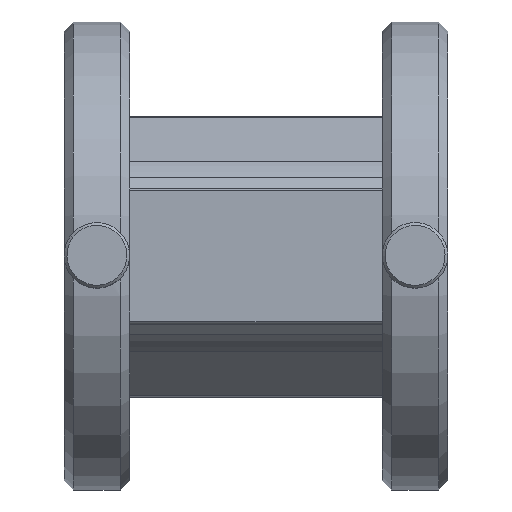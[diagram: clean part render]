
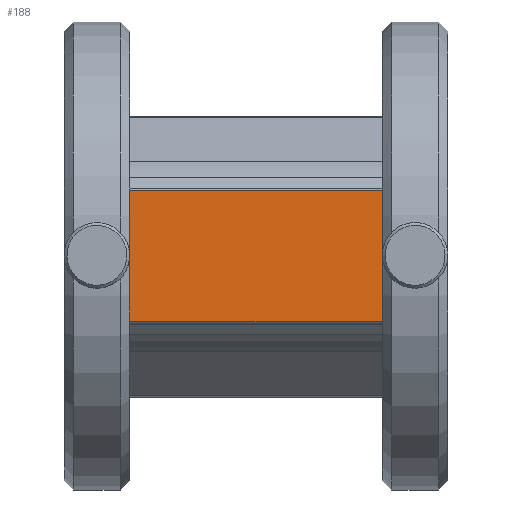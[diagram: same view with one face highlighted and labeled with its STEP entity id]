
A CAD part, top view. The second image highlights one B-rep face of the part: STEP entity #188.
In plain terms, the highlighted planar face has unit normal (0, 0, 1).
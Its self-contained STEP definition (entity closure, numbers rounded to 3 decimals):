
#7 = VERTEX_POINT ( 'NONE', #2398 ) ;
#10 = FACE_OUTER_BOUND ( 'NONE', #2708, .T. ) ;
#49 = ORIENTED_EDGE ( 'NONE', *, *, #1769, .T. ) ;
#188 = ADVANCED_FACE ( 'NONE', ( #10 ), #1648, .T. ) ;
#342 = ORIENTED_EDGE ( 'NONE', *, *, #2515, .T. ) ;
#361 = EDGE_CURVE ( 'NONE', #2431, #7, #2228, .T. ) ;
#364 = AXIS2_PLACEMENT_3D ( 'NONE', #1818, #2068, #464 ) ;
#414 = EDGE_CURVE ( 'NONE', #7, #2522, #1180, .T. ) ;
#464 = DIRECTION ( 'NONE',  ( 1., 0., 0. ) ) ;
#472 = CARTESIAN_POINT ( 'NONE',  ( -13.5, 7., 7. ) ) ;
#483 = LINE ( 'NONE', #2085, #2744 ) ;
#493 = VECTOR ( 'NONE', #2070, 1000. ) ;
#592 = CARTESIAN_POINT ( 'NONE',  ( -13.5, -7., 7. ) ) ;
#857 = DIRECTION ( 'NONE',  ( 1., 0., 0. ) ) ;
#1101 = VECTOR ( 'NONE', #1149, 1000. ) ;
#1149 = DIRECTION ( 'NONE',  ( -1., 0., 0. ) ) ;
#1152 = CARTESIAN_POINT ( 'NONE',  ( 13.5, 7., 7. ) ) ;
#1180 = LINE ( 'NONE', #1152, #1101 ) ;
#1363 = ORIENTED_EDGE ( 'NONE', *, *, #361, .T. ) ;
#1507 = VERTEX_POINT ( 'NONE', #592 ) ;
#1648 = PLANE ( 'NONE',  #364 ) ;
#1696 = LINE ( 'NONE', #472, #493 ) ;
#1752 = ORIENTED_EDGE ( 'NONE', *, *, #414, .T. ) ;
#1769 = EDGE_CURVE ( 'NONE', #2522, #1507, #1696, .T. ) ;
#1818 = CARTESIAN_POINT ( 'NONE',  ( -13.5, 7., 7. ) ) ;
#1953 = DIRECTION ( 'NONE',  ( 0., 1., 0. ) ) ;
#2043 = CARTESIAN_POINT ( 'NONE',  ( -13.5, 7., 7. ) ) ;
#2068 = DIRECTION ( 'NONE',  ( 0., 0., 1. ) ) ;
#2070 = DIRECTION ( 'NONE',  ( 0., -1., 0. ) ) ;
#2085 = CARTESIAN_POINT ( 'NONE',  ( -13.5, -7., 7. ) ) ;
#2152 = VECTOR ( 'NONE', #1953, 1000. ) ;
#2185 = CARTESIAN_POINT ( 'NONE',  ( 13.5, -7., 7. ) ) ;
#2228 = LINE ( 'NONE', #2185, #2152 ) ;
#2398 = CARTESIAN_POINT ( 'NONE',  ( 13.5, 7., 7. ) ) ;
#2431 = VERTEX_POINT ( 'NONE', #2545 ) ;
#2515 = EDGE_CURVE ( 'NONE', #1507, #2431, #483, .T. ) ;
#2522 = VERTEX_POINT ( 'NONE', #2043 ) ;
#2545 = CARTESIAN_POINT ( 'NONE',  ( 13.5, -7., 7. ) ) ;
#2708 = EDGE_LOOP ( 'NONE', ( #1752, #49, #342, #1363 ) ) ;
#2744 = VECTOR ( 'NONE', #857, 1000. ) ;
